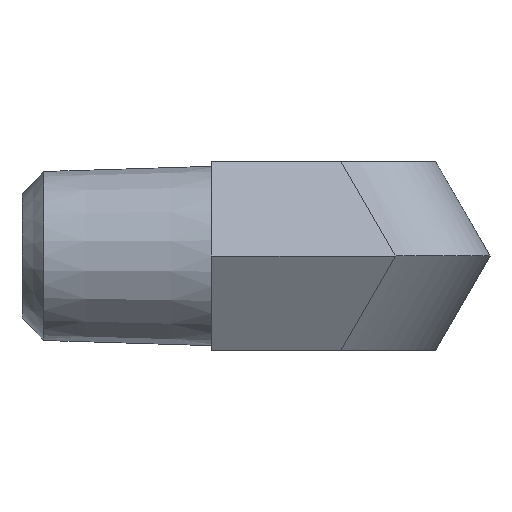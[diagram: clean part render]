
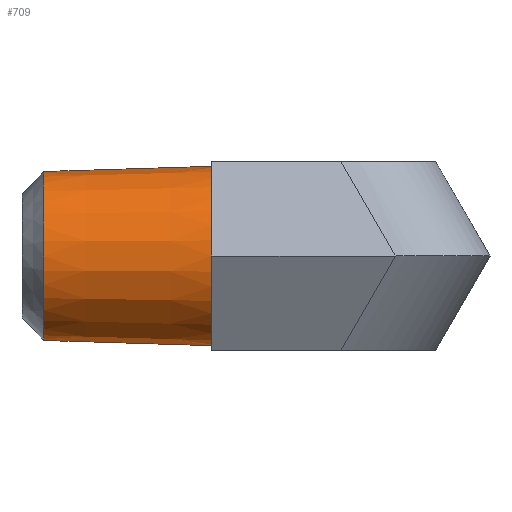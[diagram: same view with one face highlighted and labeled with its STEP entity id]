
A CAD part, left-side view. The second image highlights one B-rep face of the part: STEP entity #709.
In plain terms, the highlighted conical face has half-angle 1.77 degrees and reference radius 5.207 mm.
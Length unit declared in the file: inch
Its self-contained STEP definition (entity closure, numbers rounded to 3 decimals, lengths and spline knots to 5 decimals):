
#42 = ORIENTED_EDGE ( 'NONE', *, *, #966, .T. ) ;
#45 = DIRECTION ( 'NONE',  ( 0., 1., 0. ) ) ;
#46 = EDGE_CURVE ( 'NONE', #241, #278, #204, .T. ) ;
#47 = DIRECTION ( 'NONE',  ( 0., -1., -0.031 ) ) ;
#71 = CARTESIAN_POINT ( 'NONE',  ( 0., 0.636, 0.205 ) ) ;
#131 = ORIENTED_EDGE ( 'NONE', *, *, #305, .T. ) ;
#143 = CARTESIAN_POINT ( 'NONE',  ( 0., 0.636, 0.205 ) ) ;
#204 = CIRCLE ( 'NONE', #1140, 0.205 ) ;
#220 = FACE_OUTER_BOUND ( 'NONE', #1083, .T. ) ;
#241 = VERTEX_POINT ( 'NONE', #1220 ) ;
#278 = VERTEX_POINT ( 'NONE', #143 ) ;
#292 = VECTOR ( 'NONE', #667, 39.37008 ) ;
#300 = ORIENTED_EDGE ( 'NONE', *, *, #979, .F. ) ;
#305 = EDGE_CURVE ( 'NONE', #954, #241, #845, .T. ) ;
#462 = DIRECTION ( 'NONE',  ( 0., -1., 0. ) ) ;
#496 = LINE ( 'NONE', #71, #292 ) ;
#507 = CARTESIAN_POINT ( 'NONE',  ( 0., 1.02002, 0.19313 ) ) ;
#534 = CIRCLE ( 'NONE', #850, 0.19313 ) ;
#612 = ORIENTED_EDGE ( 'NONE', *, *, #46, .T. ) ;
#638 = CARTESIAN_POINT ( 'NONE',  ( 0., 0.636, 0. ) ) ;
#667 = DIRECTION ( 'NONE',  ( 0., -1., 0.031 ) ) ;
#676 = VERTEX_POINT ( 'NONE', #507 ) ;
#709 = ADVANCED_FACE ( 'NONE', ( #220 ), #941, .T. ) ;
#734 = DIRECTION ( 'NONE',  ( 0., 0., 1. ) ) ;
#798 = AXIS2_PLACEMENT_3D ( 'NONE', #1105, #1204, #1201 ) ;
#845 = LINE ( 'NONE', #1026, #1039 ) ;
#850 = AXIS2_PLACEMENT_3D ( 'NONE', #1053, #462, #1158 ) ;
#941 = CONICAL_SURFACE ( 'NONE', #798, 0.205, 0.031 ) ;
#954 = VERTEX_POINT ( 'NONE', #1252 ) ;
#966 = EDGE_CURVE ( 'NONE', #676, #954, #534, .T. ) ;
#979 = EDGE_CURVE ( 'NONE', #676, #278, #496, .T. ) ;
#1026 = CARTESIAN_POINT ( 'NONE',  ( 0., 0.636, -0.205 ) ) ;
#1039 = VECTOR ( 'NONE', #47, 39.37008 ) ;
#1053 = CARTESIAN_POINT ( 'NONE',  ( 0., 1.02002, 0. ) ) ;
#1083 = EDGE_LOOP ( 'NONE', ( #42, #131, #612, #300 ) ) ;
#1105 = CARTESIAN_POINT ( 'NONE',  ( 0., 0.636, 0. ) ) ;
#1140 = AXIS2_PLACEMENT_3D ( 'NONE', #638, #45, #734 ) ;
#1158 = DIRECTION ( 'NONE',  ( 0., 0., -1. ) ) ;
#1201 = DIRECTION ( 'NONE',  ( 0., 0., 1. ) ) ;
#1204 = DIRECTION ( 'NONE',  ( 0., -1., 0. ) ) ;
#1220 = CARTESIAN_POINT ( 'NONE',  ( 0., 0.636, -0.205 ) ) ;
#1252 = CARTESIAN_POINT ( 'NONE',  ( 0., 1.02002, -0.19313 ) ) ;
